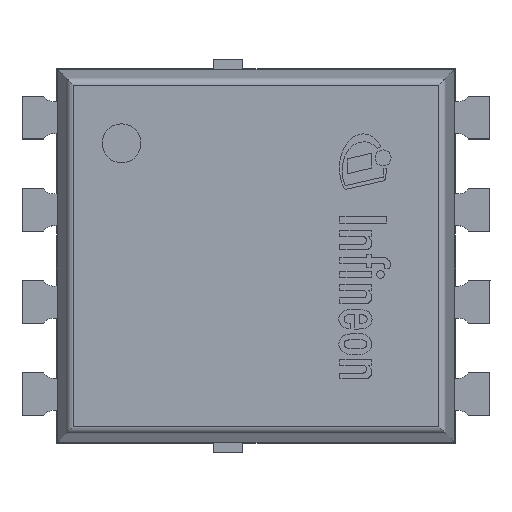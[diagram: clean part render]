
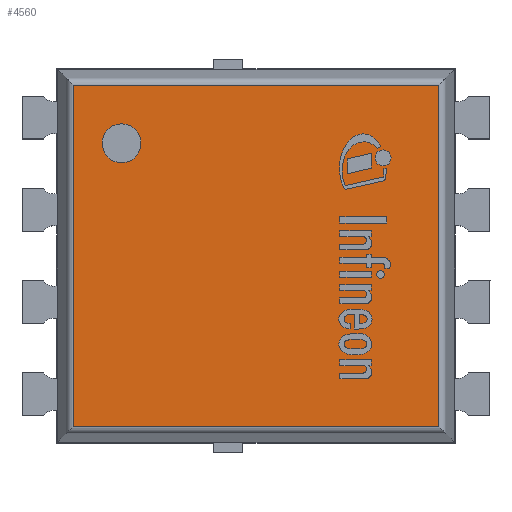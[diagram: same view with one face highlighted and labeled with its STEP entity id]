
A CAD part, top view. The second image highlights one B-rep face of the part: STEP entity #4560.
In plain terms, the highlighted planar face has unit normal (0, 0, 1).
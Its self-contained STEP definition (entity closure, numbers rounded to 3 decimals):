
#105=FACE_BOUND('',#673,.T.);
#114=CIRCLE('',#4847,0.267);
#208=PLANE('',#4846);
#408=FACE_OUTER_BOUND('',#672,.T.);
#672=EDGE_LOOP('',(#3178,#3179,#3180,#3181));
#673=EDGE_LOOP('',(#3182));
#943=LINE('',#6411,#1486);
#945=LINE('',#6419,#1488);
#947=LINE('',#6425,#1490);
#950=LINE('',#6431,#1493);
#1486=VECTOR('',#5182,1.);
#1488=VECTOR('',#5190,1.);
#1490=VECTOR('',#5196,1.);
#1493=VECTOR('',#5203,1.);
#2029=VERTEX_POINT('',#6409);
#2030=VERTEX_POINT('',#6410);
#2033=VERTEX_POINT('',#6418);
#2035=VERTEX_POINT('',#6424);
#2040=VERTEX_POINT('',#6443);
#2479=EDGE_CURVE('',#2029,#2030,#943,.T.);
#2483=EDGE_CURVE('',#2030,#2033,#945,.T.);
#2486=EDGE_CURVE('',#2033,#2035,#947,.T.);
#2490=EDGE_CURVE('',#2035,#2029,#950,.T.);
#2496=EDGE_CURVE('',#2040,#2040,#114,.T.);
#3178=ORIENTED_EDGE('',*,*,#2479,.F.);
#3179=ORIENTED_EDGE('',*,*,#2490,.F.);
#3180=ORIENTED_EDGE('',*,*,#2486,.F.);
#3181=ORIENTED_EDGE('',*,*,#2483,.F.);
#3182=ORIENTED_EDGE('',*,*,#2496,.T.);
#4560=ADVANCED_FACE('',(#408,#105),#208,.T.);
#4846=AXIS2_PLACEMENT_3D('',#6442,#5213,#5214);
#4847=AXIS2_PLACEMENT_3D('',#6444,#5215,#5216);
#5182=DIRECTION('',(1.,0.,0.));
#5190=DIRECTION('',(0.,-1.,0.));
#5196=DIRECTION('',(-1.,0.,0.));
#5203=DIRECTION('',(0.,1.,0.));
#5213=DIRECTION('center_axis',(0.,0.,1.));
#5214=DIRECTION('ref_axis',(0.,-1.,0.));
#5215=DIRECTION('center_axis',(0.,0.,-1.));
#5216=DIRECTION('ref_axis',(-1.,0.,0.));
#6409=CARTESIAN_POINT('',(-2.512,2.347,1.));
#6410=CARTESIAN_POINT('',(2.512,2.347,1.));
#6411=CARTESIAN_POINT('',(-2.87,2.347,1.));
#6418=CARTESIAN_POINT('',(2.512,-2.347,1.));
#6419=CARTESIAN_POINT('',(2.512,2.213,1.));
#6424=CARTESIAN_POINT('',(-2.512,-2.347,1.));
#6425=CARTESIAN_POINT('',(-2.87,-2.347,1.));
#6431=CARTESIAN_POINT('',(-2.512,2.213,1.));
#6442=CARTESIAN_POINT('Origin',(0.,0.,1.));
#6443=CARTESIAN_POINT('',(-1.583,1.55,1.));
#6444=CARTESIAN_POINT('Origin',(-1.85,1.55,1.));
